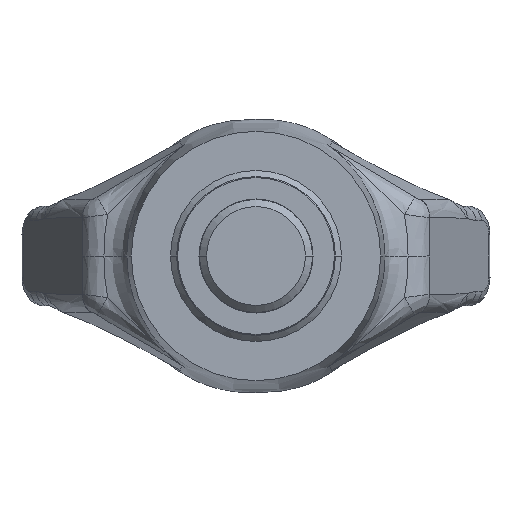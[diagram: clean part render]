
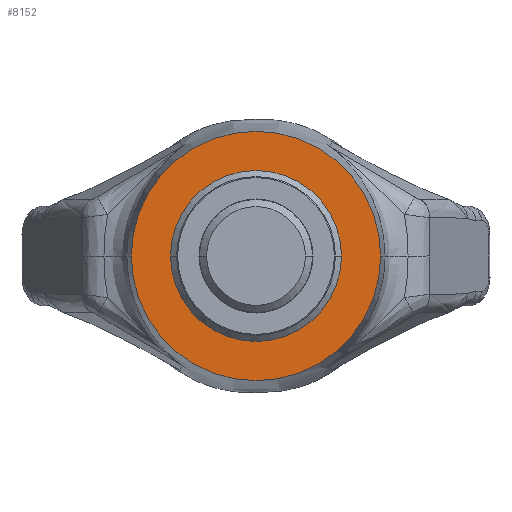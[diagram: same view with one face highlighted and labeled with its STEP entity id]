
A CAD part, front view. The second image highlights one B-rep face of the part: STEP entity #8152.
In plain terms, the highlighted planar face has unit normal (0, -1, 0).
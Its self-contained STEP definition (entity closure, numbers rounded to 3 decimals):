
#2=CARTESIAN_POINT('',(0.,-31.5,0.));
#3=DIRECTION('',(0.,-1.,0.));
#4=DIRECTION('',(-1.,0.,0.));
#5=AXIS2_PLACEMENT_3D('',#2,#3,#4);
#7=CARTESIAN_POINT('',(0.,-31.5,0.));
#8=DIRECTION('',(0.,-1.,0.));
#9=DIRECTION('',(1.,0.,0.));
#10=AXIS2_PLACEMENT_3D('',#7,#8,#9);
#121=CARTESIAN_POINT('',(0.,-31.5,0.));
#122=DIRECTION('',(0.,-1.,0.));
#123=DIRECTION('',(1.,0.,0.));
#124=AXIS2_PLACEMENT_3D('',#121,#122,#123);
#516=CARTESIAN_POINT('',(0.,-31.5,0.));
#517=DIRECTION('',(0.,1.,0.));
#518=DIRECTION('',(1.,0.,0.));
#519=AXIS2_PLACEMENT_3D('',#516,#517,#518);
#6520=CARTESIAN_POINT('',(17.5,-31.5,0.));
#6521=CARTESIAN_POINT('',(-17.5,-31.5,0.));
#6522=VERTEX_POINT('',#6520);
#6523=VERTEX_POINT('',#6521);
#6550=CARTESIAN_POINT('',(-12.,-31.5,0.));
#6551=CARTESIAN_POINT('',(12.,-31.5,0.));
#6552=VERTEX_POINT('',#6550);
#6553=VERTEX_POINT('',#6551);
#8135=CARTESIAN_POINT('',(0.,-31.5,0.));
#8136=DIRECTION('',(0.,-1.,0.));
#8137=DIRECTION('',(-1.,0.,0.));
#8138=AXIS2_PLACEMENT_3D('',#8135,#8136,#8137);
#8139=PLANE('',#8138);
#8141=ORIENTED_EDGE('',*,*,#8140,.F.);
#8143=ORIENTED_EDGE('',*,*,#8142,.T.);
#8144=EDGE_LOOP('',(#8141,#8143));
#8145=FACE_OUTER_BOUND('',#8144,.F.);
#8147=ORIENTED_EDGE('',*,*,#8146,.T.);
#8149=ORIENTED_EDGE('',*,*,#8148,.T.);
#8150=EDGE_LOOP('',(#8147,#8149));
#8151=FACE_BOUND('',#8150,.F.);
#8152=ADVANCED_FACE('',(#8145,#8151),#8139,.T.);
#6=CIRCLE('',#5,12.);
#11=CIRCLE('',#10,12.);
#125=CIRCLE('',#124,17.5);
#520=CIRCLE('',#519,17.5);
#8140=EDGE_CURVE('',#6522,#6523,#125,.T.);
#8142=EDGE_CURVE('',#6522,#6523,#520,.T.);
#8146=EDGE_CURVE('',#6552,#6553,#6,.T.);
#8148=EDGE_CURVE('',#6553,#6552,#11,.T.);
